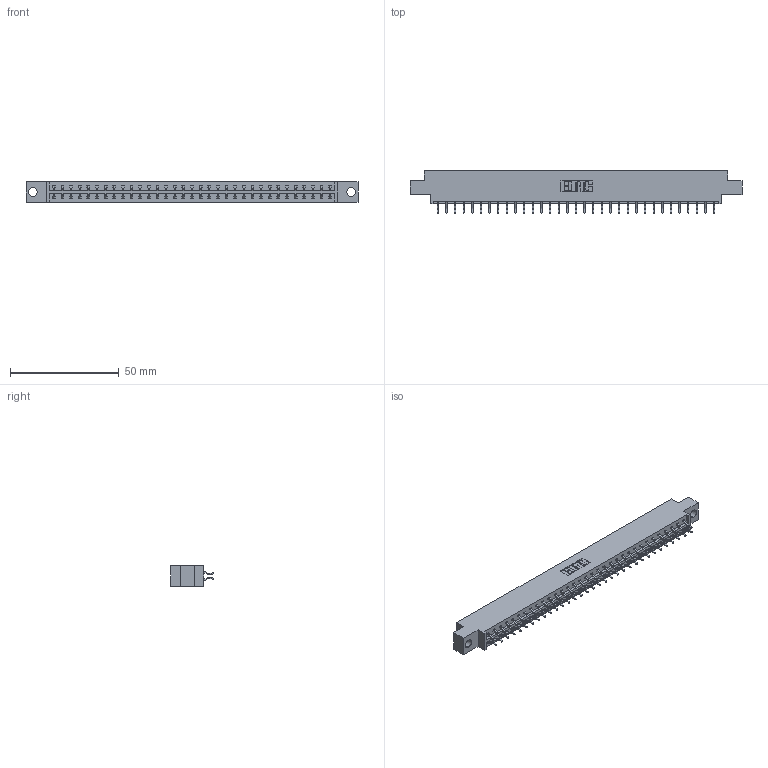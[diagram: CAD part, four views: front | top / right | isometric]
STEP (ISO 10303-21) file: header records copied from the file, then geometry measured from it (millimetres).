
FILE_DESCRIPTION (( 'STEP AP203' ), '1' );
FILE_NAME ('333-066-556-804.STEP', '2018-08-04T11:56:56', ( '' ), ( '' ), 'SwSTEP 2.0', 'SolidWorks 2016', '' );
FILE_SCHEMA (( 'CONFIG_CONTROL_DESIGN' ));
Length unit declared in the file: inch
Products named in the file (3): 333 Part_Offset - .156 Dia - TH; 345-292-001_556 Tail; 333-066-556-804
Assembly tree (67 placements, depth 2):
  333-066-556-804
    333 Part_Offset - .156 Dia - TH
    345-292-001_556 Tail  x66
Bounding box: 152.3 x 19.57 x 9.4 mm (x, y, z)
Volume: 15146.4 mm3; surface area: 17765.2 mm2
Topology: 67 solids, 67 shells, 3946 faces, 11741 edges, 7738 vertices
Faces by surface type: plane 2714, cylinder 1232
Entity records: 22749 total; most frequent: CARTESIAN_POINT 3798, ORIENTED_EDGE 3722, DIRECTION 3249, EDGE_CURVE 1861, LINE 1725, VECTOR 1725, VERTEX_POINT 1238, AXIS2_PLACEMENT_3D 762
